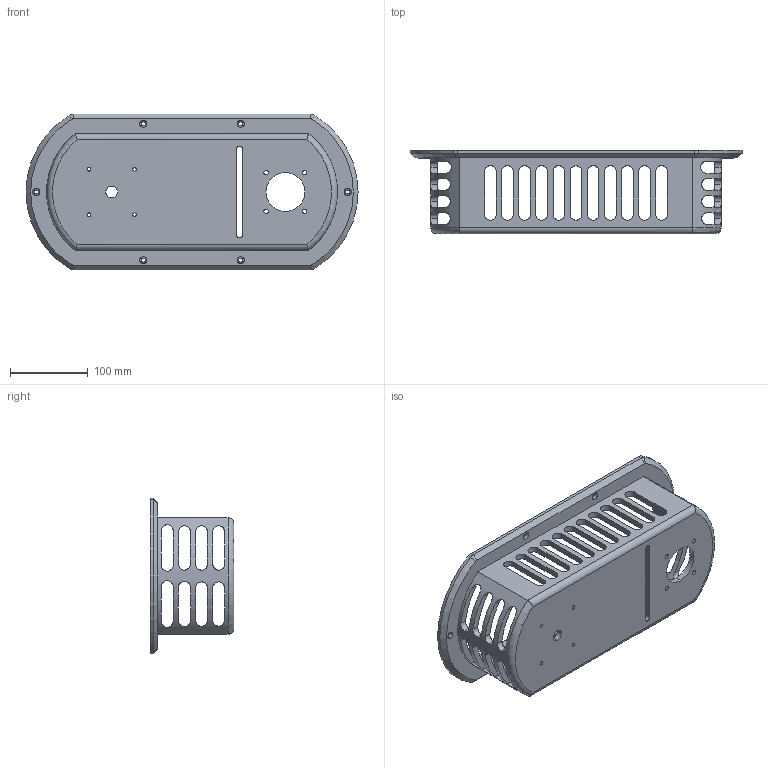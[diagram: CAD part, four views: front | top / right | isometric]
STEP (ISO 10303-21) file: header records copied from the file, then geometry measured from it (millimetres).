
FILE_DESCRIPTION (( 'STEP AP203' ), '1' );
FILE_NAME ('Base_Magic ver 3_Default_sldprt.STEP', '2023-02-25T14:00:56', ( '' ), ( '' ), 'SwSTEP 2.0', 'SolidWorks 2022', '' );
FILE_SCHEMA (( 'CONFIG_CONTROL_DESIGN' ));
Length unit declared in the file: millimetre
Products named in the file (1): Base_Magic ver 3_Default_sldprt
Bounding box: 426.42 x 107.5 x 200 mm (x, y, z)
Volume: 1013493.8 mm3; surface area: 332213.7 mm2
Topology: 2 solids, 2 shells, 260 faces, 735 edges, 486 vertices
Faces by surface type: cylinder 153, plane 99, cone 6, torus 2
Entity records: 11584 total; most frequent: CARTESIAN_POINT 4466, ORIENTED_EDGE 1470, DIRECTION 1435, EDGE_CURVE 735, AXIS2_PLACEMENT_3D 539, VERTEX_POINT 486, EDGE_LOOP 379, VECTOR 357
